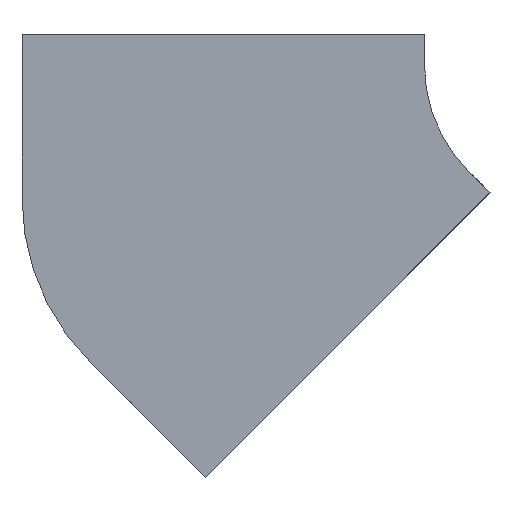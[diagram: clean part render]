
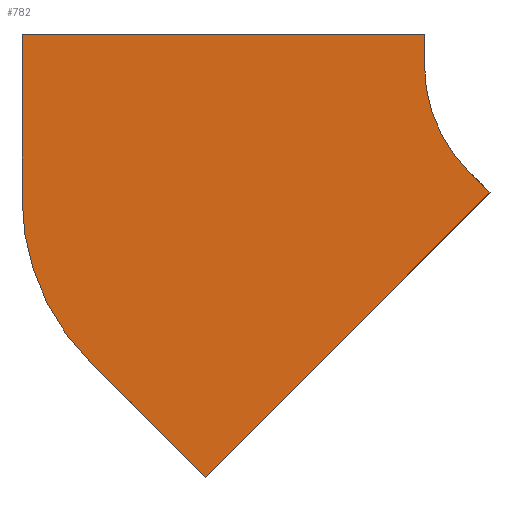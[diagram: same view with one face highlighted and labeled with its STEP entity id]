
A CAD part, front view. The second image highlights one B-rep face of the part: STEP entity #782.
In plain terms, the highlighted planar face has unit normal (0, -1, 0).
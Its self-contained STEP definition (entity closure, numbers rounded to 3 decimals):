
#10 = CARTESIAN_POINT ( 'NONE',  ( -200., 0., 0. ) ) ;
#11 = CARTESIAN_POINT ( 'NONE',  ( 200., 0., 0. ) ) ;
#16 = CARTESIAN_POINT ( 'NONE',  ( -200., 0., -162.548 ) ) ;
#28 = CARTESIAN_POINT ( 'NONE',  ( -17.696, 0., -440.122 ) ) ;
#31 = CARTESIAN_POINT ( 'NONE',  ( 265.147, 0., -157.279 ) ) ;
#41 = CARTESIAN_POINT ( 'NONE',  ( -200., 0., 0. ) ) ;
#42 = DIRECTION ( 'NONE',  ( 0., 0., 1. ) ) ;
#57 = CARTESIAN_POINT ( 'NONE',  ( -200., 0., 0. ) ) ;
#58 = DIRECTION ( 'NONE',  ( 1., 0., 0. ) ) ;
#83 = CARTESIAN_POINT ( 'NONE',  ( 200., 0., 0. ) ) ;
#84 = DIRECTION ( 'NONE',  ( 0., 0., -1. ) ) ;
#98 = CARTESIAN_POINT ( 'NONE',  ( 350., 0., -30. ) ) ;
#99 = DIRECTION ( 'NONE',  ( 0., -1., 0. ) ) ;
#100 = DIRECTION ( 'NONE',  ( 0., 0., -1. ) ) ;
#117 = CARTESIAN_POINT ( 'NONE',  ( 265.147, 0., -157.279 ) ) ;
#118 = DIRECTION ( 'NONE',  ( 0.707, 0., -0.707 ) ) ;
#143 = CARTESIAN_POINT ( 'NONE',  ( -17.696, 0., -440.122 ) ) ;
#144 = DIRECTION ( 'NONE',  ( -0.707, 0., -0.707 ) ) ;
#282 = CARTESIAN_POINT ( 'NONE',  ( 243.934, 0., -136.066 ) ) ;
#290 = CARTESIAN_POINT ( 'NONE',  ( 200., 0., -30. ) ) ;
#303 = DIRECTION ( 'NONE',  ( -0.707, 0., 0.707 ) ) ;
#306 = CARTESIAN_POINT ( 'NONE',  ( -132.635, 0., -325.183 ) ) ;
#314 = CARTESIAN_POINT ( 'NONE',  ( 30., 0., -162.548 ) ) ;
#315 = DIRECTION ( 'NONE',  ( 0., 1., 0. ) ) ;
#316 = DIRECTION ( 'NONE',  ( 0., 0., 1. ) ) ;
#418 = EDGE_LOOP ( 'NONE', ( #1005, #1006, #1007, #1008, #1009, #1010, #1011, #1012 ) ) ;
#529 = FACE_OUTER_BOUND ( 'NONE', #418, .T. ) ;
#653 = LINE ( 'NONE', #41, #655 ) ;
#655 = VECTOR ( 'NONE', #42, 1000. ) ;
#660 = LINE ( 'NONE', #57, #663 ) ;
#663 = VECTOR ( 'NONE', #58, 1000. ) ;
#687 = LINE ( 'NONE', #83, #689 ) ;
#689 = VECTOR ( 'NONE', #84, 1000. ) ;
#690 = CIRCLE ( 'NONE', #1147, 150. ) ;
#708 = LINE ( 'NONE', #117, #710 ) ;
#710 = VECTOR ( 'NONE', #118, 1000. ) ;
#719 = LINE ( 'NONE', #143, #722 ) ;
#722 = VECTOR ( 'NONE', #144, 1000. ) ;
#782 = ADVANCED_FACE ( 'NONE', ( #529 ), #1618, .F. ) ;
#800 = VERTEX_POINT ( 'NONE', #1670 ) ;
#823 = EDGE_CURVE ( 'NONE', #1075, #800, #1427, .T. ) ;
#826 = EDGE_CURVE ( 'NONE', #800, #957, #1432, .T. ) ;
#933 = VERTEX_POINT ( 'NONE', #282 ) ;
#939 = VERTEX_POINT ( 'NONE', #290 ) ;
#951 = VERTEX_POINT ( 'NONE', #10 ) ;
#952 = VERTEX_POINT ( 'NONE', #11 ) ;
#957 = VERTEX_POINT ( 'NONE', #16 ) ;
#1005 = ORIENTED_EDGE ( 'NONE', *, *, #823, .F. ) ;
#1006 = ORIENTED_EDGE ( 'NONE', *, *, #1258, .F. ) ;
#1007 = ORIENTED_EDGE ( 'NONE', *, *, #1252, .F. ) ;
#1008 = ORIENTED_EDGE ( 'NONE', *, *, #1241, .F. ) ;
#1009 = ORIENTED_EDGE ( 'NONE', *, *, #1238, .F. ) ;
#1010 = ORIENTED_EDGE ( 'NONE', *, *, #1223, .F. ) ;
#1011 = ORIENTED_EDGE ( 'NONE', *, *, #1219, .F. ) ;
#1012 = ORIENTED_EDGE ( 'NONE', *, *, #826, .F. ) ;
#1075 = VERTEX_POINT ( 'NONE', #28 ) ;
#1099 = AXIS2_PLACEMENT_3D ( 'NONE', #1616, #1620, #1621 ) ;
#1117 = AXIS2_PLACEMENT_3D ( 'NONE', #314, #315, #316 ) ;
#1147 = AXIS2_PLACEMENT_3D ( 'NONE', #98, #99, #100 ) ;
#1175 = VERTEX_POINT ( 'NONE', #31 ) ;
#1219 = EDGE_CURVE ( 'NONE', #957, #951, #653, .T. ) ;
#1223 = EDGE_CURVE ( 'NONE', #951, #952, #660, .T. ) ;
#1238 = EDGE_CURVE ( 'NONE', #952, #939, #687, .T. ) ;
#1241 = EDGE_CURVE ( 'NONE', #939, #933, #690, .T. ) ;
#1252 = EDGE_CURVE ( 'NONE', #933, #1175, #708, .T. ) ;
#1258 = EDGE_CURVE ( 'NONE', #1175, #1075, #719, .T. ) ;
#1427 = LINE ( 'NONE', #306, #1431 ) ;
#1431 = VECTOR ( 'NONE', #303, 1000. ) ;
#1432 = CIRCLE ( 'NONE', #1117, 230. ) ;
#1616 = CARTESIAN_POINT ( 'NONE',  ( 30., 0., -162.548 ) ) ;
#1618 = PLANE ( 'NONE',  #1099 ) ;
#1620 = DIRECTION ( 'NONE',  ( 0., 1., 0. ) ) ;
#1621 = DIRECTION ( 'NONE',  ( 0., 0., 1. ) ) ;
#1670 = CARTESIAN_POINT ( 'NONE',  ( -132.635, 0., -325.183 ) ) ;
